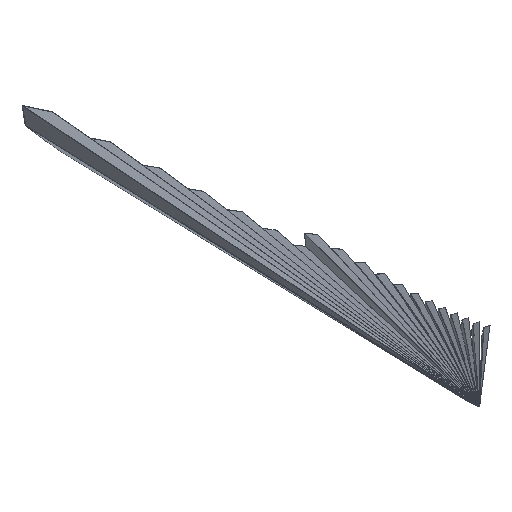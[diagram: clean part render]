
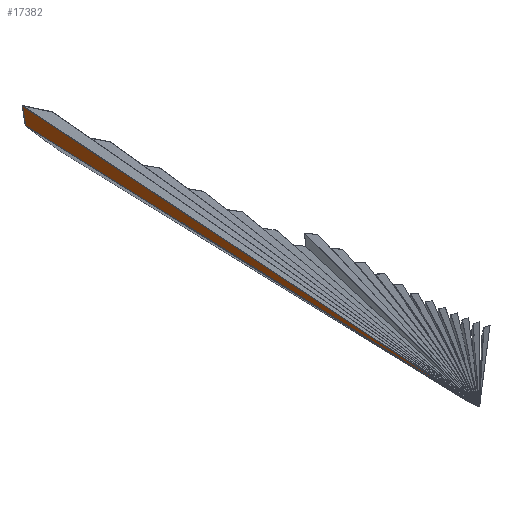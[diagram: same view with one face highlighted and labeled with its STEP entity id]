
A CAD part, left-side view. The second image highlights one B-rep face of the part: STEP entity #17382.
In plain terms, the highlighted planar face has unit normal (-0.323, 0.934, -0.154).
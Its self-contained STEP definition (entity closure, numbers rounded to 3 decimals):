
#17382 = ADVANCED_FACE('',(#17383),#17397,.F.);
#17383 = FACE_BOUND('',#17384,.F.);
#17384 = EDGE_LOOP('',(#17385,#17420,#17447,#17474));
#17385 = ORIENTED_EDGE('',*,*,#17386,.T.);
#17386 = EDGE_CURVE('',#17387,#17389,#17391,.T.);
#17387 = VERTEX_POINT('',#17388);
#17388 = CARTESIAN_POINT('',(750.,289.022,179.807));
#17389 = VERTEX_POINT('',#17390);
#17390 = CARTESIAN_POINT('',(750.,291.107,192.436));
#17391 = SURFACE_CURVE('',#17392,(#17396,#17408),.PCURVE_S1.);
#17392 = LINE('',#17393,#17394);
#17393 = CARTESIAN_POINT('',(750.,289.022,179.807));
#17394 = VECTOR('',#17395,1.);
#17395 = DIRECTION('',(0.,0.163,0.987));
#17396 = PCURVE('',#17397,#17402);
#17397 = PLANE('',#17398);
#17398 = AXIS2_PLACEMENT_3D('',#17399,#17400,#17401);
#17399 = CARTESIAN_POINT('',(387.807,150.063,
    96.241));
#17400 = DIRECTION('',(0.323,-0.934,0.154));
#17401 = DIRECTION('',(-0.945,-0.327,
    0.));
#17402 = DEFINITIONAL_REPRESENTATION('',(#17403),#17407);
#17403 = LINE('',#17404,#17405);
#17404 = CARTESIAN_POINT('',(-387.715,-84.577));
#17405 = VECTOR('',#17406,1.);
#17406 = DIRECTION('',(-0.053,-0.999));
#17407 = ( GEOMETRIC_REPRESENTATION_CONTEXT(2) 
PARAMETRIC_REPRESENTATION_CONTEXT() REPRESENTATION_CONTEXT('2D SPACE',''
  ) );
#17408 = PCURVE('',#17409,#17414);
#17409 = PLANE('',#17410);
#17410 = AXIS2_PLACEMENT_3D('',#17411,#17412,#17413);
#17411 = CARTESIAN_POINT('',(750.,150.,150.));
#17412 = DIRECTION('',(-1.,0.,0.));
#17413 = DIRECTION('',(0.,0.,-1.));
#17414 = DEFINITIONAL_REPRESENTATION('',(#17415),#17419);
#17415 = LINE('',#17416,#17417);
#17416 = CARTESIAN_POINT('',(-29.807,-139.022));
#17417 = VECTOR('',#17418,1.);
#17418 = DIRECTION('',(-0.987,-0.163));
#17419 = ( GEOMETRIC_REPRESENTATION_CONTEXT(2) 
PARAMETRIC_REPRESENTATION_CONTEXT() REPRESENTATION_CONTEXT('2D SPACE',''
  ) );
#17420 = ORIENTED_EDGE('',*,*,#17421,.T.);
#17421 = EDGE_CURVE('',#17389,#17422,#17424,.T.);
#17422 = VERTEX_POINT('',#17423);
#17423 = CARTESIAN_POINT('',(20.,7.917,5.121));
#17424 = SURFACE_CURVE('',#17425,(#17429,#17436),.PCURVE_S1.);
#17425 = LINE('',#17426,#17427);
#17426 = CARTESIAN_POINT('',(750.,291.107,192.436));
#17427 = VECTOR('',#17428,1.);
#17428 = DIRECTION('',(-0.907,-0.352,-0.233)
  );
#17429 = PCURVE('',#17397,#17430);
#17430 = DEFINITIONAL_REPRESENTATION('',(#17431),#17435);
#17431 = LINE('',#17432,#17433);
#17432 = CARTESIAN_POINT('',(-388.396,-97.359));
#17433 = VECTOR('',#17434,1.);
#17434 = DIRECTION('',(0.972,0.235));
#17435 = ( GEOMETRIC_REPRESENTATION_CONTEXT(2) 
PARAMETRIC_REPRESENTATION_CONTEXT() REPRESENTATION_CONTEXT('2D SPACE',''
  ) );
#17436 = PCURVE('',#17437,#17442);
#17437 = PLANE('',#17438);
#17438 = AXIS2_PLACEMENT_3D('',#17439,#17440,#17441);
#17439 = CARTESIAN_POINT('',(385.,149.354,98.789));
#17440 = DIRECTION('',(0.271,-0.065,
    -0.96));
#17441 = DIRECTION('',(-0.962,0.,-0.272));
#17442 = DEFINITIONAL_REPRESENTATION('',(#17443),#17446);
#17443 = B_SPLINE_CURVE_WITH_KNOTS('',1,(#17444,#17445),.UNSPECIFIED.,
  .F.,.F.,(2,2),(0.,805.098),.PIECEWISE_BEZIER_KNOTS.);
#17444 = CARTESIAN_POINT('',(-376.71,142.051));
#17445 = CARTESIAN_POINT('',(376.716,-141.733));
#17446 = ( GEOMETRIC_REPRESENTATION_CONTEXT(2) 
PARAMETRIC_REPRESENTATION_CONTEXT() REPRESENTATION_CONTEXT('2D SPACE',''
  ) );
#17447 = ORIENTED_EDGE('',*,*,#17448,.F.);
#17448 = EDGE_CURVE('',#17449,#17422,#17451,.T.);
#17449 = VERTEX_POINT('',#17450);
#17450 = CARTESIAN_POINT('',(20.,7.862,4.784));
#17451 = SURFACE_CURVE('',#17452,(#17456,#17462),.PCURVE_S1.);
#17452 = LINE('',#17453,#17454);
#17453 = CARTESIAN_POINT('',(20.,7.862,4.784));
#17454 = VECTOR('',#17455,1.);
#17455 = DIRECTION('',(0.,0.163,0.987));
#17456 = PCURVE('',#17397,#17457);
#17457 = DEFINITIONAL_REPRESENTATION('',(#17458),#17461);
#17458 = B_SPLINE_CURVE_WITH_KNOTS('',1,(#17459,#17460),.UNSPECIFIED.,
  .F.,.F.,(2,2),(0.,0.342),.PIECEWISE_BEZIER_KNOTS.);
#17459 = CARTESIAN_POINT('',(394.081,92.564));
#17460 = CARTESIAN_POINT('',(394.063,92.222));
#17461 = ( GEOMETRIC_REPRESENTATION_CONTEXT(2) 
PARAMETRIC_REPRESENTATION_CONTEXT() REPRESENTATION_CONTEXT('2D SPACE',''
  ) );
#17462 = PCURVE('',#17463,#17468);
#17463 = PLANE('',#17464);
#17464 = AXIS2_PLACEMENT_3D('',#17465,#17466,#17467);
#17465 = CARTESIAN_POINT('',(20.,4.,4.));
#17466 = DIRECTION('',(1.,0.,0.));
#17467 = DIRECTION('',(0.,0.,1.));
#17468 = DEFINITIONAL_REPRESENTATION('',(#17469),#17473);
#17469 = LINE('',#17470,#17471);
#17470 = CARTESIAN_POINT('',(0.784,-3.862));
#17471 = VECTOR('',#17472,1.);
#17472 = DIRECTION('',(0.987,-0.163));
#17473 = ( GEOMETRIC_REPRESENTATION_CONTEXT(2) 
PARAMETRIC_REPRESENTATION_CONTEXT() REPRESENTATION_CONTEXT('2D SPACE',''
  ) );
#17474 = ORIENTED_EDGE('',*,*,#17475,.T.);
#17475 = EDGE_CURVE('',#17449,#17387,#17476,.T.);
#17476 = SURFACE_CURVE('',#17477,(#17481,#17488),.PCURVE_S1.);
#17477 = LINE('',#17478,#17479);
#17478 = CARTESIAN_POINT('',(20.,7.862,4.784));
#17479 = VECTOR('',#17480,1.);
#17480 = DIRECTION('',(0.911,0.351,0.218));
#17481 = PCURVE('',#17397,#17482);
#17482 = DEFINITIONAL_REPRESENTATION('',(#17483),#17487);
#17483 = LINE('',#17484,#17485);
#17484 = CARTESIAN_POINT('',(394.081,92.564));
#17485 = VECTOR('',#17486,1.);
#17486 = DIRECTION('',(-0.975,-0.221));
#17487 = ( GEOMETRIC_REPRESENTATION_CONTEXT(2) 
PARAMETRIC_REPRESENTATION_CONTEXT() REPRESENTATION_CONTEXT('2D SPACE',''
  ) );
#17488 = PCURVE('',#17489,#17494);
#17489 = PLANE('',#17490);
#17490 = AXIS2_PLACEMENT_3D('',#17491,#17492,#17493);
#17491 = CARTESIAN_POINT('',(385.,148.283,92.307));
#17492 = DIRECTION('',(-0.258,0.07,0.964
    ));
#17493 = DIRECTION('',(0.966,0.,0.259
    ));
#17494 = DEFINITIONAL_REPRESENTATION('',(#17495),#17498);
#17495 = B_SPLINE_CURVE_WITH_KNOTS('',1,(#17496,#17497),.UNSPECIFIED.,
  .F.,.F.,(2,2),(0.,801.614),.PIECEWISE_BEZIER_KNOTS.);
#17496 = CARTESIAN_POINT('',(-375.218,-140.766));
#17497 = CARTESIAN_POINT('',(375.212,141.084));
#17498 = ( GEOMETRIC_REPRESENTATION_CONTEXT(2) 
PARAMETRIC_REPRESENTATION_CONTEXT() REPRESENTATION_CONTEXT('2D SPACE',''
  ) );
